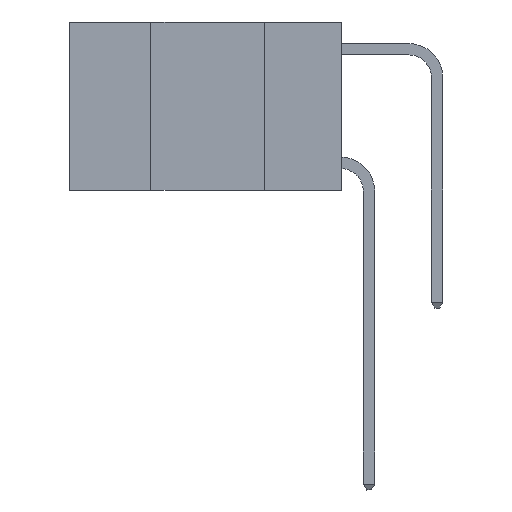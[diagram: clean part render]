
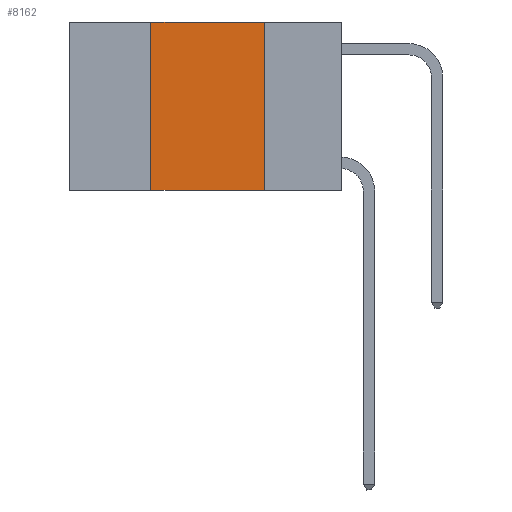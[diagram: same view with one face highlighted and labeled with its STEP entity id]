
A CAD part, left-side view. The second image highlights one B-rep face of the part: STEP entity #8162.
In plain terms, the highlighted planar face has unit normal (-1, 0, 0).
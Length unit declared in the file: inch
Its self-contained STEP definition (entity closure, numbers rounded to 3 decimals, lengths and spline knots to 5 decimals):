
#1234 = CARTESIAN_POINT ( 'NONE',  ( 0., 0.6, -0.37 ) ) ;
#2045 = EDGE_CURVE ( 'NONE', #7947, #15186, #4663, .T. ) ;
#2434 = FACE_OUTER_BOUND ( 'NONE', #9795, .T. ) ;
#3082 = EDGE_CURVE ( 'NONE', #12233, #18073, #19051, .T. ) ;
#3396 = CARTESIAN_POINT ( 'NONE',  ( 0., 0.17, -0.37 ) ) ;
#3990 = EDGE_CURVE ( 'NONE', #12233, #7947, #17701, .T. ) ;
#4663 = LINE ( 'NONE', #4759, #8445 ) ;
#4759 = CARTESIAN_POINT ( 'NONE',  ( 0., 0.6, 0. ) ) ;
#5143 = LINE ( 'NONE', #10065, #14234 ) ;
#5990 = EDGE_CURVE ( 'NONE', #15186, #18073, #5143, .T. ) ;
#6624 = ORIENTED_EDGE ( 'NONE', *, *, #2045, .F. ) ;
#6789 = PLANE ( 'NONE',  #7670 ) ;
#7670 = AXIS2_PLACEMENT_3D ( 'NONE', #14128, #18559, #8454 ) ;
#7880 = VECTOR ( 'NONE', #11403, 39.37008 ) ;
#7947 = VERTEX_POINT ( 'NONE', #10542 ) ;
#8162 = ADVANCED_FACE ( 'NONE', ( #2434 ), #6789, .F. ) ;
#8445 = VECTOR ( 'NONE', #10674, 39.37008 ) ;
#8454 = DIRECTION ( 'NONE',  ( 0., 0., -1. ) ) ;
#9795 = EDGE_LOOP ( 'NONE', ( #12118, #6624, #9988, #12859 ) ) ;
#9988 = ORIENTED_EDGE ( 'NONE', *, *, #3990, .F. ) ;
#10051 = CARTESIAN_POINT ( 'NONE',  ( 0., 0.42, 0. ) ) ;
#10065 = CARTESIAN_POINT ( 'NONE',  ( 0., 0.17, 0. ) ) ;
#10432 = VECTOR ( 'NONE', #13374, 39.37008 ) ;
#10542 = CARTESIAN_POINT ( 'NONE',  ( 0., 0.42, 0. ) ) ;
#10674 = DIRECTION ( 'NONE',  ( 0., -1., 0. ) ) ;
#11403 = DIRECTION ( 'NONE',  ( 0., -1., 0. ) ) ;
#11453 = DIRECTION ( 'NONE',  ( 0., 0., -1. ) ) ;
#12118 = ORIENTED_EDGE ( 'NONE', *, *, #5990, .F. ) ;
#12233 = VERTEX_POINT ( 'NONE', #15370 ) ;
#12859 = ORIENTED_EDGE ( 'NONE', *, *, #3082, .T. ) ;
#13374 = DIRECTION ( 'NONE',  ( 0., 0., 1. ) ) ;
#14128 = CARTESIAN_POINT ( 'NONE',  ( 0., 0.6, 0. ) ) ;
#14234 = VECTOR ( 'NONE', #11453, 39.37008 ) ;
#15186 = VERTEX_POINT ( 'NONE', #18117 ) ;
#15370 = CARTESIAN_POINT ( 'NONE',  ( 0., 0.42, -0.37 ) ) ;
#17701 = LINE ( 'NONE', #10051, #10432 ) ;
#18073 = VERTEX_POINT ( 'NONE', #3396 ) ;
#18117 = CARTESIAN_POINT ( 'NONE',  ( 0., 0.17, 0. ) ) ;
#18559 = DIRECTION ( 'NONE',  ( 1., 0., 0. ) ) ;
#19051 = LINE ( 'NONE', #1234, #7880 ) ;
